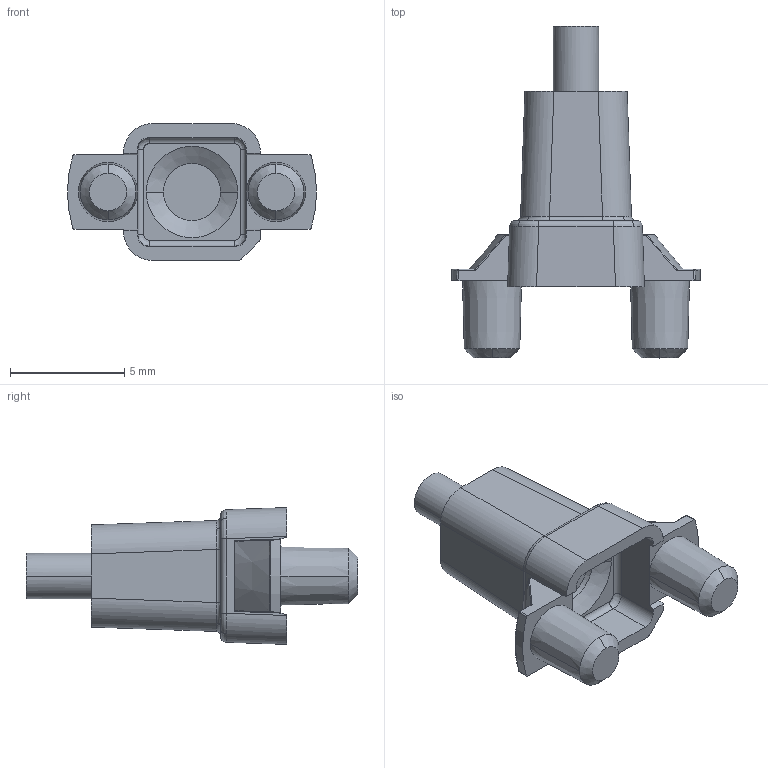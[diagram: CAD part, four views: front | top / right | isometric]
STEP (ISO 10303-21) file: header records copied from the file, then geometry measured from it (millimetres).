
FILE_DESCRIPTION (( 'STEP AP214' ), '1' );
FILE_NAME ('BIVAR__INC_LPV2-0450FP.step', '2022-03-01T02:48:37', ( '' ), ( '' ), 'SwSTEP 2.0', 'SolidWorks 2022', '' );
FILE_SCHEMA (( 'AUTOMOTIVE_DESIGN' ));
Length unit declared in the file: inch
Products named in the file (1): BIVAR__INC_LPV2-0450FP
Bounding box: 10.92 x 14.56 x 6 mm (x, y, z)
Volume: 193.6 mm3; surface area: 464 mm2
Topology: 1 solids, 1 shells, 176 faces, 425 edges, 255 vertices
Faces by surface type: bspline 55, plane 54, cylinder 52, cone 15
Entity records: 6923 total; most frequent: CARTESIAN_POINT 3262, ORIENTED_EDGE 846, DIRECTION 624, EDGE_CURVE 423, VERTEX_POINT 255, AXIS2_PLACEMENT_3D 210, LINE 204, VECTOR 204
